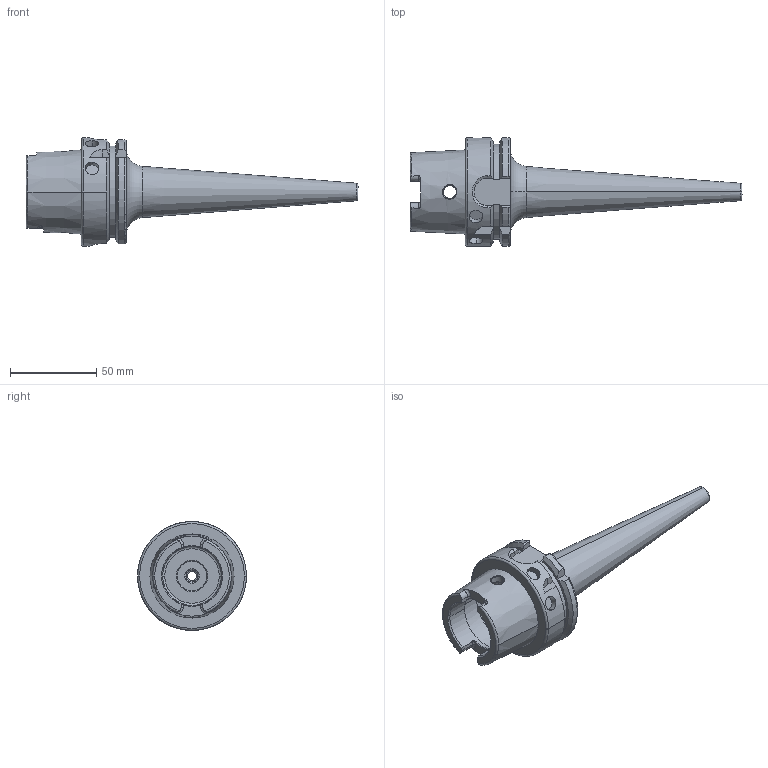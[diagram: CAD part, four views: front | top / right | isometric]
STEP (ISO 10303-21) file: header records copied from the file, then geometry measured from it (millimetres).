
FILE_DESCRIPTION (( 'STEP AP203' ), '1' );
FILE_NAME ('9163A-SR505160.STEP', '2022-04-15T11:29:18', ( '' ), ( '' ), 'SwSTEP 2.0', 'SolidWorks 2018', '' );
FILE_SCHEMA (( 'CONFIG_CONTROL_DESIGN' ));
Length unit declared in the file: millimetre
Products named in the file (1): 9163A-SR505160
Bounding box: 192 x 63 x 63 mm (x, y, z)
Volume: 125188.2 mm3; surface area: 33267.3 mm2
Topology: 1 solids, 1 shells, 178 faces, 483 edges, 298 vertices
Faces by surface type: cylinder 55, plane 49, cone 35, torus 25, bspline 14
Entity records: 7150 total; most frequent: CARTESIAN_POINT 2829, ORIENTED_EDGE 950, DIRECTION 822, EDGE_CURVE 475, AXIS2_PLACEMENT_3D 330, VERTEX_POINT 298, EDGE_LOOP 189, ADVANCED_FACE 178
